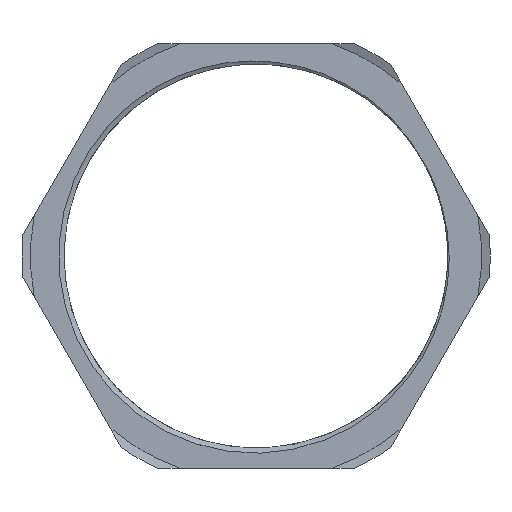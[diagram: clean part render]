
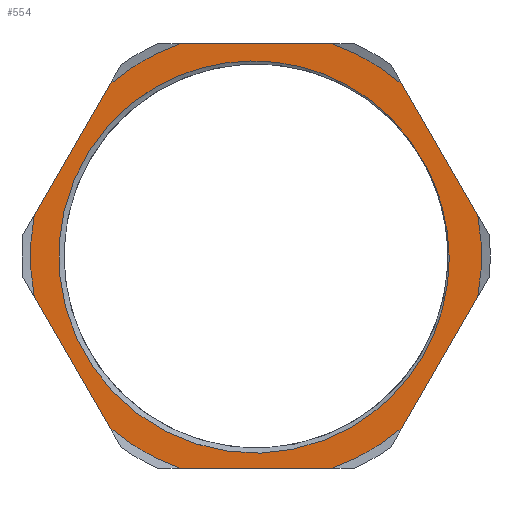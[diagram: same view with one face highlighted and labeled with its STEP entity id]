
A CAD part, left-side view. The second image highlights one B-rep face of the part: STEP entity #554.
In plain terms, the highlighted planar face has unit normal (-1, 0, 0).
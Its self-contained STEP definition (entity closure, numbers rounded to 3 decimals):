
#18=FACE_BOUND('',#136,.T.);
#21=B_SPLINE_CURVE_WITH_KNOTS('',3,(#1195,#1196,#1197,#1198,#1199,#1200,
#1201,#1202,#1203,#1204,#1205,#1206,#1207,#1208,#1209,#1210),
 .UNSPECIFIED.,.F.,.F.,(4,3,3,3,3,4),(-5.707,-4.392,
-2.918,-1.454,-0.091,0.),
 .UNSPECIFIED.);
#25=B_SPLINE_CURVE_WITH_KNOTS('',3,(#1651,#1652,#1653,#1654,#1655,#1656,
#1657,#1658,#1659,#1660,#1661,#1662,#1663,#1664,#1665,#1666),
 .UNSPECIFIED.,.F.,.F.,(4,3,3,3,3,4),(-5.71,-4.419,
-2.956,-1.482,-0.108,0.),
 .UNSPECIFIED.);
#35=CIRCLE('',#570,33.975);
#37=CIRCLE('',#573,33.975);
#39=CIRCLE('',#576,33.975);
#41=CIRCLE('',#579,33.975);
#43=CIRCLE('',#582,33.975);
#46=CIRCLE('',#586,33.975);
#61=CIRCLE('',#615,28.95);
#62=CIRCLE('',#617,29.71);
#104=FACE_OUTER_BOUND('',#135,.T.);
#135=EDGE_LOOP('',(#501,#502,#503,#504,#505,#506,#507,#508,#509,#510,#511,
#512));
#136=EDGE_LOOP('',(#513,#514,#515,#516));
#138=LINE('',#771,#162);
#142=LINE('',#796,#166);
#146=LINE('',#821,#170);
#150=LINE('',#846,#174);
#154=LINE('',#871,#178);
#158=LINE('',#896,#182);
#162=VECTOR('',#624,10.);
#166=VECTOR('',#630,10.);
#170=VECTOR('',#636,10.);
#174=VECTOR('',#642,10.);
#178=VECTOR('',#648,10.);
#182=VECTOR('',#654,10.);
#212=VERTEX_POINT('',#766);
#213=VERTEX_POINT('',#770);
#220=VERTEX_POINT('',#791);
#221=VERTEX_POINT('',#795);
#228=VERTEX_POINT('',#816);
#229=VERTEX_POINT('',#820);
#236=VERTEX_POINT('',#841);
#237=VERTEX_POINT('',#845);
#244=VERTEX_POINT('',#866);
#245=VERTEX_POINT('',#870);
#252=VERTEX_POINT('',#891);
#253=VERTEX_POINT('',#895);
#261=VERTEX_POINT('',#1193);
#262=VERTEX_POINT('',#1194);
#263=VERTEX_POINT('',#1396);
#264=VERTEX_POINT('',#1650);
#268=EDGE_CURVE('',#213,#212,#138,.T.);
#276=EDGE_CURVE('',#221,#220,#142,.T.);
#284=EDGE_CURVE('',#229,#228,#146,.T.);
#292=EDGE_CURVE('',#237,#236,#150,.T.);
#300=EDGE_CURVE('',#245,#244,#154,.T.);
#308=EDGE_CURVE('',#253,#252,#158,.T.);
#313=EDGE_CURVE('',#252,#245,#35,.T.);
#315=EDGE_CURVE('',#244,#237,#37,.T.);
#317=EDGE_CURVE('',#236,#229,#39,.T.);
#319=EDGE_CURVE('',#228,#221,#41,.T.);
#321=EDGE_CURVE('',#220,#213,#43,.T.);
#324=EDGE_CURVE('',#212,#253,#46,.T.);
#341=EDGE_CURVE('',#261,#262,#21,.T.);
#344=EDGE_CURVE('',#262,#263,#61,.T.);
#346=EDGE_CURVE('',#263,#264,#25,.T.);
#348=EDGE_CURVE('',#261,#264,#62,.T.);
#501=ORIENTED_EDGE('',*,*,#268,.T.);
#502=ORIENTED_EDGE('',*,*,#324,.T.);
#503=ORIENTED_EDGE('',*,*,#308,.T.);
#504=ORIENTED_EDGE('',*,*,#313,.T.);
#505=ORIENTED_EDGE('',*,*,#300,.T.);
#506=ORIENTED_EDGE('',*,*,#315,.T.);
#507=ORIENTED_EDGE('',*,*,#292,.T.);
#508=ORIENTED_EDGE('',*,*,#317,.T.);
#509=ORIENTED_EDGE('',*,*,#284,.T.);
#510=ORIENTED_EDGE('',*,*,#319,.T.);
#511=ORIENTED_EDGE('',*,*,#276,.T.);
#512=ORIENTED_EDGE('',*,*,#321,.T.);
#513=ORIENTED_EDGE('',*,*,#348,.T.);
#514=ORIENTED_EDGE('',*,*,#346,.F.);
#515=ORIENTED_EDGE('',*,*,#344,.F.);
#516=ORIENTED_EDGE('',*,*,#341,.F.);
#524=PLANE('',#618);
#554=ADVANCED_FACE('',(#104,#18),#524,.T.);
#570=AXIS2_PLACEMENT_3D('',#909,#659,#660);
#573=AXIS2_PLACEMENT_3D('',#912,#665,#666);
#576=AXIS2_PLACEMENT_3D('',#915,#671,#672);
#579=AXIS2_PLACEMENT_3D('',#918,#677,#678);
#582=AXIS2_PLACEMENT_3D('',#921,#683,#684);
#586=AXIS2_PLACEMENT_3D('',#925,#691,#692);
#615=AXIS2_PLACEMENT_3D('',#1397,#749,#750);
#617=AXIS2_PLACEMENT_3D('',#1716,#753,#754);
#618=AXIS2_PLACEMENT_3D('',#1717,#755,#756);
#624=DIRECTION('',(0.,0.5,-0.866));
#630=DIRECTION('',(0.,1.,0.));
#636=DIRECTION('',(0.,0.5,0.866));
#642=DIRECTION('',(0.,-0.5,0.866));
#648=DIRECTION('',(0.,-1.,0.));
#654=DIRECTION('',(0.,-0.5,-0.866));
#659=DIRECTION('center_axis',(-1.,0.,0.));
#660=DIRECTION('ref_axis',(0.,1.,0.));
#665=DIRECTION('center_axis',(-1.,0.,0.));
#666=DIRECTION('ref_axis',(0.,1.,0.));
#671=DIRECTION('center_axis',(-1.,0.,0.));
#672=DIRECTION('ref_axis',(0.,1.,0.));
#677=DIRECTION('center_axis',(-1.,0.,0.));
#678=DIRECTION('ref_axis',(0.,1.,0.));
#683=DIRECTION('center_axis',(-1.,0.,0.));
#684=DIRECTION('ref_axis',(0.,1.,0.));
#691=DIRECTION('center_axis',(-1.,0.,0.));
#692=DIRECTION('ref_axis',(0.,1.,0.));
#749=DIRECTION('center_axis',(-1.,0.,0.));
#750=DIRECTION('ref_axis',(0.,0.,1.));
#753=DIRECTION('center_axis',(1.,0.,0.));
#754=DIRECTION('ref_axis',(0.,0.,-1.));
#755=DIRECTION('center_axis',(-1.,0.,0.));
#756=DIRECTION('ref_axis',(0.,0.,1.));
#766=CARTESIAN_POINT('',(-5.56,33.42,6.114));
#770=CARTESIAN_POINT('',(-5.56,22.005,25.886));
#771=CARTESIAN_POINT('',(-5.56,27.502,16.365));
#791=CARTESIAN_POINT('',(-5.56,11.415,32.));
#795=CARTESIAN_POINT('',(-5.56,-11.415,32.));
#796=CARTESIAN_POINT('',(-5.56,8.395,32.));
#816=CARTESIAN_POINT('',(-5.56,-22.005,25.886));
#820=CARTESIAN_POINT('',(-5.56,-33.42,6.114));
#821=CARTESIAN_POINT('',(-5.56,-27.923,15.635));
#841=CARTESIAN_POINT('',(-5.56,-33.42,-6.114));
#845=CARTESIAN_POINT('',(-5.56,-22.005,-25.886));
#846=CARTESIAN_POINT('',(-5.56,-18.686,-31.635));
#866=CARTESIAN_POINT('',(-5.56,-11.415,-32.));
#870=CARTESIAN_POINT('',(-5.56,11.415,-32.));
#871=CARTESIAN_POINT('',(-5.56,26.87,-32.));
#891=CARTESIAN_POINT('',(-5.56,22.005,-25.886));
#895=CARTESIAN_POINT('',(-5.56,33.42,-6.114));
#896=CARTESIAN_POINT('',(-5.56,36.74,-0.365));
#909=CARTESIAN_POINT('Origin',(-5.56,0.,0.));
#912=CARTESIAN_POINT('Origin',(-5.56,0.,0.));
#915=CARTESIAN_POINT('Origin',(-5.56,0.,0.));
#918=CARTESIAN_POINT('Origin',(-5.56,0.,0.));
#921=CARTESIAN_POINT('Origin',(-5.56,0.,0.));
#925=CARTESIAN_POINT('Origin',(-5.56,0.,0.));
#1193=CARTESIAN_POINT('',(-5.56,-0.647,-29.703));
#1194=CARTESIAN_POINT('',(-5.56,-26.765,11.032));
#1195=CARTESIAN_POINT('Ctrl Pts',(-5.56,-0.646,
-29.705));
#1196=CARTESIAN_POINT('Ctrl Pts',(-5.56,-5.03,-29.548));
#1197=CARTESIAN_POINT('Ctrl Pts',(-5.56,-9.354,-28.418));
#1198=CARTESIAN_POINT('Ctrl Pts',(-5.56,-13.238,-26.406));
#1199=CARTESIAN_POINT('Ctrl Pts',(-5.56,-17.589,-24.152));
#1200=CARTESIAN_POINT('Ctrl Pts',(-5.56,-21.365,-20.792));
#1201=CARTESIAN_POINT('Ctrl Pts',(-5.56,-24.1,-16.74));
#1202=CARTESIAN_POINT('Ctrl Pts',(-5.56,-26.818,-12.713));
#1203=CARTESIAN_POINT('Ctrl Pts',(-5.56,-28.519,-7.982));
#1204=CARTESIAN_POINT('Ctrl Pts',(-5.56,-28.978,-3.143));
#1205=CARTESIAN_POINT('Ctrl Pts',(-5.56,-29.405,1.361));
#1206=CARTESIAN_POINT('Ctrl Pts',(-5.56,-28.761,5.966));
#1207=CARTESIAN_POINT('Ctrl Pts',(-5.56,-27.11,10.191));
#1208=CARTESIAN_POINT('Ctrl Pts',(-5.56,-27.,10.473));
#1209=CARTESIAN_POINT('Ctrl Pts',(-5.56,-26.885,10.753));
#1210=CARTESIAN_POINT('Ctrl Pts',(-5.56,-26.765,11.032));
#1396=CARTESIAN_POINT('',(-5.56,-25.809,13.115));
#1397=CARTESIAN_POINT('Origin',(-5.56,0.,0.));
#1650=CARTESIAN_POINT('',(-5.56,22.11,19.845));
#1651=CARTESIAN_POINT('Ctrl Pts',(-5.56,-25.811,13.115));
#1652=CARTESIAN_POINT('Ctrl Pts',(-5.56,-23.912,16.972));
#1653=CARTESIAN_POINT('Ctrl Pts',(-5.56,-21.163,20.383));
#1654=CARTESIAN_POINT('Ctrl Pts',(-5.56,-17.805,23.05));
#1655=CARTESIAN_POINT('Ctrl Pts',(-5.56,-13.996,26.075));
#1656=CARTESIAN_POINT('Ctrl Pts',(-5.56,-9.416,28.122));
#1657=CARTESIAN_POINT('Ctrl Pts',(-5.56,-4.634,28.953));
#1658=CARTESIAN_POINT('Ctrl Pts',(-5.56,0.18,29.79));
#1659=CARTESIAN_POINT('Ctrl Pts',(-5.56,5.222,29.395));
#1660=CARTESIAN_POINT('Ctrl Pts',(-5.56,9.853,27.824));
#1661=CARTESIAN_POINT('Ctrl Pts',(-5.56,14.172,26.359));
#1662=CARTESIAN_POINT('Ctrl Pts',(-5.56,18.143,23.871));
#1663=CARTESIAN_POINT('Ctrl Pts',(-5.56,21.364,20.625));
#1664=CARTESIAN_POINT('Ctrl Pts',(-5.56,21.617,20.37));
#1665=CARTESIAN_POINT('Ctrl Pts',(-5.56,21.866,20.11));
#1666=CARTESIAN_POINT('Ctrl Pts',(-5.56,22.11,19.845));
#1716=CARTESIAN_POINT('Origin',(-5.56,0.,0.));
#1717=CARTESIAN_POINT('Origin',(-5.56,35.265,0.));
